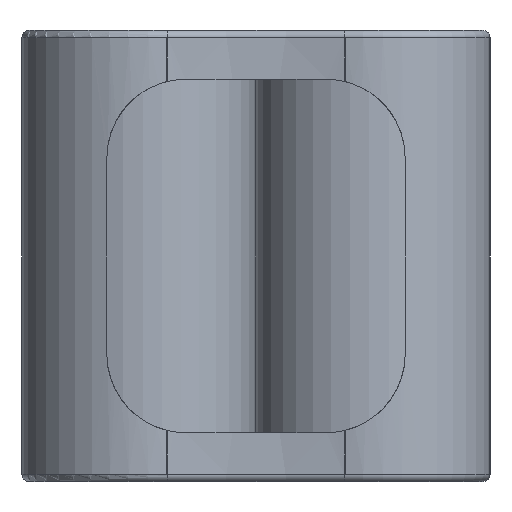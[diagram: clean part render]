
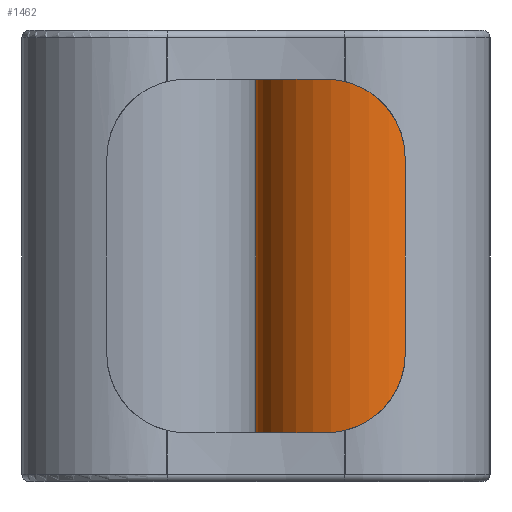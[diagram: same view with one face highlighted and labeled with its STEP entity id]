
A CAD part, left-side view. The second image highlights one B-rep face of the part: STEP entity #1462.
In plain terms, the highlighted cylindrical face has radius 11.005 mm (diameter 22.009 mm), a partial arc.
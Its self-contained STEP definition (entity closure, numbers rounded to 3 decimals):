
#559 = VERTEX_POINT ( 'NONE', #4244 ) ;
#721 = DIRECTION ( 'NONE',  ( 0., 0., -1. ) ) ;
#759 = CARTESIAN_POINT ( 'NONE',  ( -44.018, -22.009, -0.711 ) ) ;
#890 = DIRECTION ( 'NONE',  ( 0., 0., -1. ) ) ;
#1383 = VERTEX_POINT ( 'NONE', #8941 ) ;
#1462 = ADVANCED_FACE ( 'NONE', ( #4250 ), #8936, .T. ) ;
#1470 = AXIS2_PLACEMENT_3D ( 'NONE', #2153, #10781, #5450 ) ;
#1930 = AXIS2_PLACEMENT_3D ( 'NONE', #12385, #2626, #7030 ) ;
#2153 = CARTESIAN_POINT ( 'NONE',  ( -44.018, -11.005, -43.104 ) ) ;
#2626 = DIRECTION ( 'NONE',  ( 0., 0., -1. ) ) ;
#3951 = DIRECTION ( 'NONE',  ( 0., 0., -1. ) ) ;
#4244 = CARTESIAN_POINT ( 'NONE',  ( -44.018, 0., -0.711 ) ) ;
#4250 = FACE_OUTER_BOUND ( 'NONE', #7562, .T. ) ;
#4953 = DIRECTION ( 'NONE',  ( 0., -1., 0. ) ) ;
#5069 = CIRCLE ( 'NONE', #1470, 11.005 ) ;
#5450 = DIRECTION ( 'NONE',  ( 0., -1., 0. ) ) ;
#5872 = CARTESIAN_POINT ( 'NONE',  ( -44.018, -11.005, -0.711 ) ) ;
#7030 = DIRECTION ( 'NONE',  ( 0., 1., 0. ) ) ;
#7178 = CARTESIAN_POINT ( 'NONE',  ( -44.018, 0., -0.711 ) ) ;
#7562 = EDGE_LOOP ( 'NONE', ( #10984, #7654, #10276, #11805 ) ) ;
#7654 = ORIENTED_EDGE ( 'NONE', *, *, #8497, .T. ) ;
#8005 = EDGE_CURVE ( 'NONE', #1383, #12756, #5069, .T. ) ;
#8497 = EDGE_CURVE ( 'NONE', #10321, #559, #12609, .T. ) ;
#8617 = EDGE_CURVE ( 'NONE', #10321, #1383, #12936, .T. ) ;
#8936 = CYLINDRICAL_SURFACE ( 'NONE', #1930, 11.005 ) ;
#8941 = CARTESIAN_POINT ( 'NONE',  ( -44.018, -22.009, -43.104 ) ) ;
#9479 = VECTOR ( 'NONE', #3951, 1000. ) ;
#9983 = LINE ( 'NONE', #7178, #9479 ) ;
#10059 = AXIS2_PLACEMENT_3D ( 'NONE', #5872, #721, #4953 ) ;
#10276 = ORIENTED_EDGE ( 'NONE', *, *, #11015, .T. ) ;
#10321 = VERTEX_POINT ( 'NONE', #10423 ) ;
#10423 = CARTESIAN_POINT ( 'NONE',  ( -44.018, -22.009, -0.711 ) ) ;
#10745 = VECTOR ( 'NONE', #890, 1000. ) ;
#10781 = DIRECTION ( 'NONE',  ( 0., 0., -1. ) ) ;
#10984 = ORIENTED_EDGE ( 'NONE', *, *, #8617, .F. ) ;
#11015 = EDGE_CURVE ( 'NONE', #559, #12756, #9983, .T. ) ;
#11805 = ORIENTED_EDGE ( 'NONE', *, *, #8005, .F. ) ;
#12385 = CARTESIAN_POINT ( 'NONE',  ( -44.018, -11.005, -0.711 ) ) ;
#12609 = CIRCLE ( 'NONE', #10059, 11.005 ) ;
#12756 = VERTEX_POINT ( 'NONE', #13627 ) ;
#12936 = LINE ( 'NONE', #759, #10745 ) ;
#13627 = CARTESIAN_POINT ( 'NONE',  ( -44.018, 0., -43.104 ) ) ;
